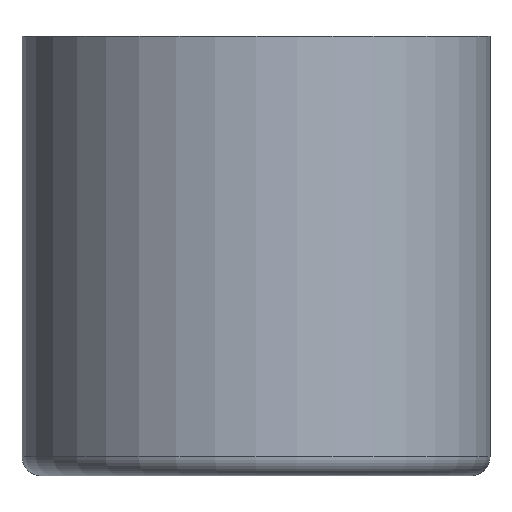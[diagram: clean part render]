
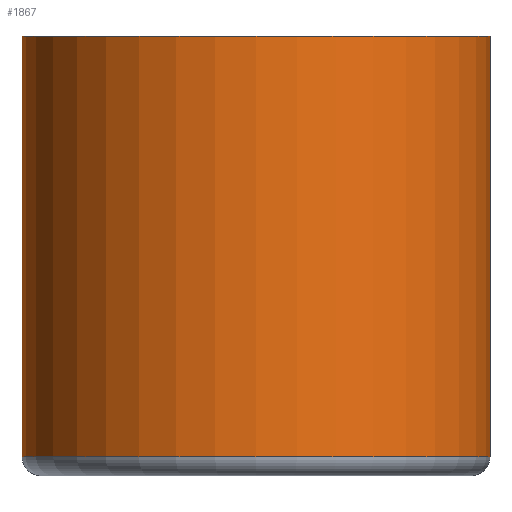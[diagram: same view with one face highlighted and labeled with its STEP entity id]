
A CAD part, front view. The second image highlights one B-rep face of the part: STEP entity #1867.
In plain terms, the highlighted cylindrical face has radius 24.5 mm (diameter 49 mm), a full revolution.
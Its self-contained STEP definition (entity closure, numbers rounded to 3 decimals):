
#35=CYLINDRICAL_SURFACE('',#1997,24.5);
#70=CIRCLE('',#1990,24.5);
#71=CIRCLE('',#1991,24.5);
#76=CIRCLE('',#1998,24.5);
#157=FACE_OUTER_BOUND('',#273,.T.);
#273=EDGE_LOOP('',(#1455,#1456,#1457,#1458,#1459));
#481=LINE('',#2931,#692);
#692=VECTOR('',#2335,24.5);
#860=VERTEX_POINT('',#2872);
#861=VERTEX_POINT('',#2874);
#886=VERTEX_POINT('',#2929);
#1069=EDGE_CURVE('',#860,#861,#70,.T.);
#1070=EDGE_CURVE('',#861,#860,#71,.T.);
#1097=EDGE_CURVE('',#886,#886,#76,.T.);
#1098=EDGE_CURVE('',#886,#861,#481,.T.);
#1455=ORIENTED_EDGE('',*,*,#1097,.F.);
#1456=ORIENTED_EDGE('',*,*,#1098,.T.);
#1457=ORIENTED_EDGE('',*,*,#1069,.F.);
#1458=ORIENTED_EDGE('',*,*,#1070,.F.);
#1459=ORIENTED_EDGE('',*,*,#1098,.F.);
#1867=ADVANCED_FACE('',(#157),#35,.T.);
#1990=AXIS2_PLACEMENT_3D('',#2875,#2295,#2296);
#1991=AXIS2_PLACEMENT_3D('',#2876,#2297,#2298);
#1997=AXIS2_PLACEMENT_3D('',#2928,#2331,#2332);
#1998=AXIS2_PLACEMENT_3D('',#2930,#2333,#2334);
#2295=DIRECTION('center_axis',(0.,0.,-1.));
#2296=DIRECTION('ref_axis',(1.,0.,0.));
#2297=DIRECTION('center_axis',(0.,0.,-1.));
#2298=DIRECTION('ref_axis',(1.,0.,0.));
#2331=DIRECTION('center_axis',(0.,0.,1.));
#2332=DIRECTION('ref_axis',(1.,0.,0.));
#2333=DIRECTION('center_axis',(0.,0.,1.));
#2334=DIRECTION('ref_axis',(1.,0.,0.));
#2335=DIRECTION('',(0.,0.,-1.));
#2872=CARTESIAN_POINT('',(24.5,0.,-41.));
#2874=CARTESIAN_POINT('',(-24.5,0.,-41.));
#2875=CARTESIAN_POINT('Origin',(0.,0.,-41.));
#2876=CARTESIAN_POINT('Origin',(0.,0.,-41.));
#2928=CARTESIAN_POINT('Origin',(0.,0.,0.));
#2929=CARTESIAN_POINT('',(-24.5,0.,3.));
#2930=CARTESIAN_POINT('Origin',(0.,0.,3.));
#2931=CARTESIAN_POINT('',(-24.5,0.,0.));
